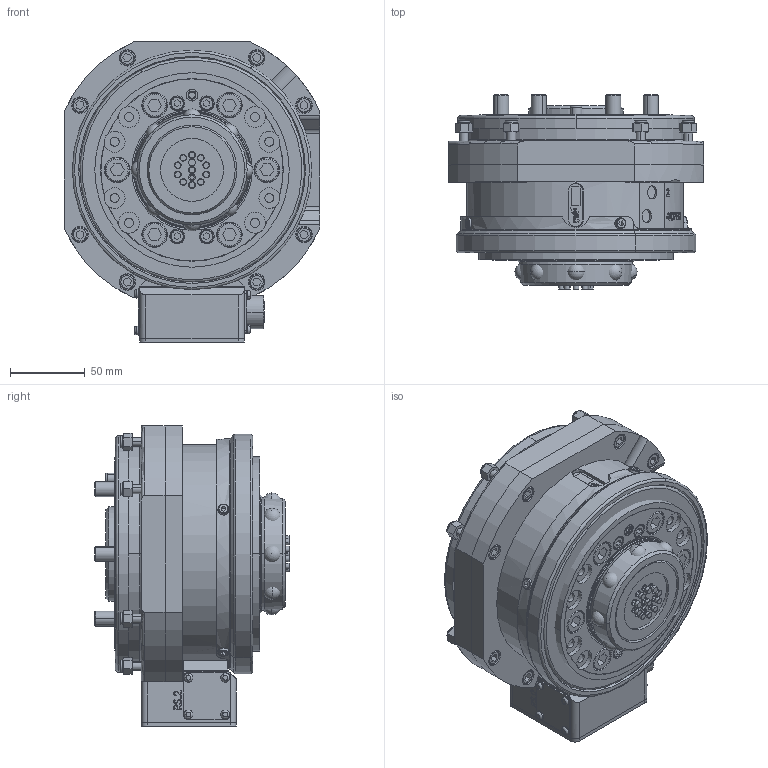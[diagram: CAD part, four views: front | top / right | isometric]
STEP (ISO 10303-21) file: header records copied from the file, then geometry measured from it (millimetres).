
FILE_DESCRIPTION (( 'STEP AP203' ), '1' );
FILE_NAME ('P1916.STEP', '2020-01-30T09:16:09', ( '' ), ( '' ), 'SwSTEP 2.0', 'SolidWorks 2017', '' );
FILE_SCHEMA (( 'CONFIG_CONTROL_DESIGN' ));
Products named in the file (1): P1916
Bounding box: 171 x 129.7 x 200.5 mm (x, y, z)
Volume: 2585595.1 mm3; surface area: 445852.3 mm2
Topology: 91 solids, 93 shells, 2176 faces, 5063 edges, 3240 vertices
Faces by surface type: cylinder 850, plane 762, cone 207, bspline 175, torus 162, sphere 20
Entity records: 81952 total; most frequent: CARTESIAN_POINT 31891, DIRECTION 10633, ORIENTED_EDGE 10006, EDGE_CURVE 5003, AXIS2_PLACEMENT_3D 4202, VERTEX_POINT 3216, EDGE_LOOP 2579, VECTOR 2229
